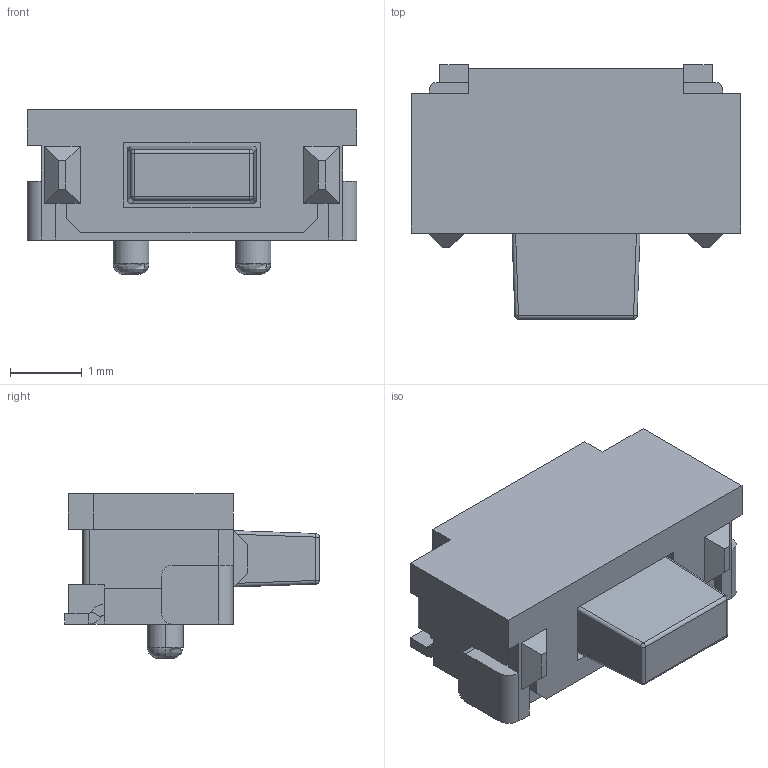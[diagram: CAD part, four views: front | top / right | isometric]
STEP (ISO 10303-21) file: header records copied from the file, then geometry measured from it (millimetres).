
FILE_DESCRIPTION(('FreeCAD Model'),'2;1');
FILE_NAME('Open CASCADE Shape Model','2024-03-20T04:02:31',(''),(''), 'Open CASCADE STEP processor 7.7','FreeCAD','Unknown');
FILE_SCHEMA(('AUTOMOTIVE_DESIGN { 1 0 10303 214 1 1 1 1 }'));
Length unit declared in the file: millimetre
Products named in the file (5): 1TS003B; button; pins; shell; plastic
Assembly tree (4 placements, depth 2):
  1TS003B
    button
    pins
    shell
    plastic
Bounding box: 4.6 x 3.55 x 2.3 mm (x, y, z)
Surface area: 60.2 mm2 (no closed solid volume)
Topology: 0 solids, 6 shells, 140 faces, 430 edges, 294 vertices
Faces by surface type: plane 102, cylinder 30, sphere 4, revolution 4
Entity records: 4816 total; most frequent: CARTESIAN_POINT 917, DIRECTION 776, ORIENTED_EDGE 704, EDGE_CURVE 426, LINE 346, VECTOR 346, VERTEX_POINT 294, AXIS2_PLACEMENT_3D 213
